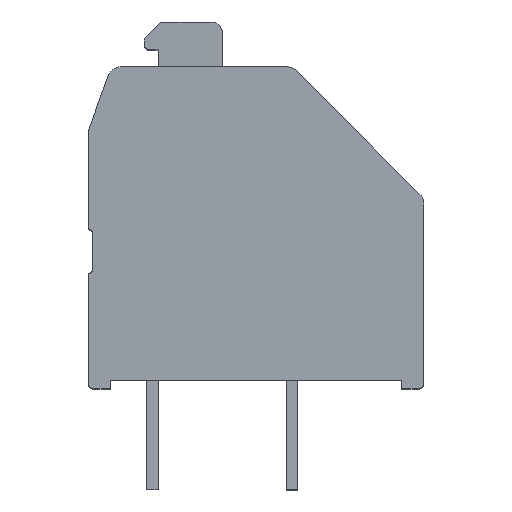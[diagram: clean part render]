
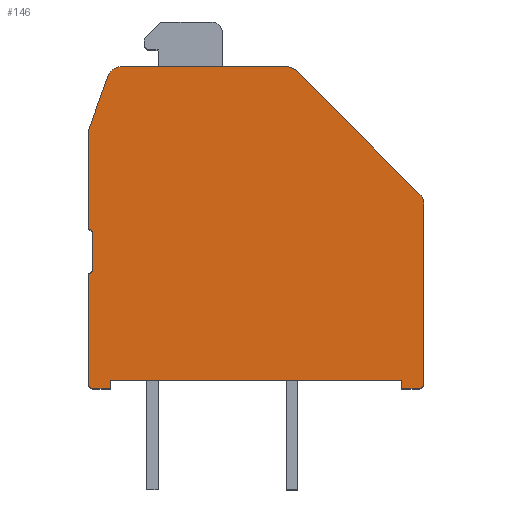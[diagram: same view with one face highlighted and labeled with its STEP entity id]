
A CAD part, top view. The second image highlights one B-rep face of the part: STEP entity #146.
In plain terms, the highlighted planar face has unit normal (0, 0, 1).
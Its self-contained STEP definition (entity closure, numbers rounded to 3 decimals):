
#146 = ADVANCED_FACE( '', ( #521 ), #522, .T. );
#521 = FACE_OUTER_BOUND( '', #1115, .T. );
#522 = PLANE( '', #1116 );
#1115 = EDGE_LOOP( '', ( #2248, #2249, #2250, #2251, #2252, #2253, #2254, #2255, #2256, #2257, #2258, #2259, #2260, #2261, #2262, #2263, #2264, #2265, #2266 ) );
#1116 = AXIS2_PLACEMENT_3D( '', #2267, #2268, #2269 );
#2248 = ORIENTED_EDGE( '', *, *, #4209, .T. );
#2249 = ORIENTED_EDGE( '', *, *, #4206, .F. );
#2250 = ORIENTED_EDGE( '', *, *, #4203, .T. );
#2251 = ORIENTED_EDGE( '', *, *, #4200, .F. );
#2252 = ORIENTED_EDGE( '', *, *, #4182, .T. );
#2253 = ORIENTED_EDGE( '', *, *, #4402, .T. );
#2254 = ORIENTED_EDGE( '', *, *, #4403, .T. );
#2255 = ORIENTED_EDGE( '', *, *, #4404, .T. );
#2256 = ORIENTED_EDGE( '', *, *, #4174, .T. );
#2257 = ORIENTED_EDGE( '', *, *, #4405, .T. );
#2258 = ORIENTED_EDGE( '', *, *, #4406, .T. );
#2259 = ORIENTED_EDGE( '', *, *, #4407, .T. );
#2260 = ORIENTED_EDGE( '', *, *, #4104, .T. );
#2261 = ORIENTED_EDGE( '', *, *, #4078, .T. );
#2262 = ORIENTED_EDGE( '', *, *, #4408, .T. );
#2263 = ORIENTED_EDGE( '', *, *, #4053, .T. );
#2264 = ORIENTED_EDGE( '', *, *, #4310, .T. );
#2265 = ORIENTED_EDGE( '', *, *, #4409, .T. );
#2266 = ORIENTED_EDGE( '', *, *, #4410, .T. );
#2267 = CARTESIAN_POINT( '', ( -7.3, 5.55, 16.5 ) );
#2268 = DIRECTION( '', ( 0., 0., 1. ) );
#2269 = DIRECTION( '', ( 1., 0., 0. ) );
#4053 = EDGE_CURVE( '', #4887, #4885, #4888, .T. );
#4078 = EDGE_CURVE( '', #4933, #4931, #4934, .T. );
#4104 = EDGE_CURVE( '', #4984, #4933, #4985, .T. );
#4174 = EDGE_CURVE( '', #5118, #5116, #5119, .T. );
#4182 = EDGE_CURVE( '', #5132, #5130, #5133, .T. );
#4200 = EDGE_CURVE( '', #5132, #5163, #5164, .T. );
#4203 = EDGE_CURVE( '', #5168, #5163, #5169, .T. );
#4206 = EDGE_CURVE( '', #5168, #5173, #5174, .T. );
#4209 = EDGE_CURVE( '', #5178, #5173, #5179, .T. );
#4310 = EDGE_CURVE( '', #4885, #5356, #5358, .T. );
#4402 = EDGE_CURVE( '', #5130, #5512, #5513, .T. );
#4403 = EDGE_CURVE( '', #5512, #5514, #5515, .T. );
#4404 = EDGE_CURVE( '', #5514, #5118, #5516, .T. );
#4405 = EDGE_CURVE( '', #5116, #5517, #5518, .T. );
#4406 = EDGE_CURVE( '', #5517, #5519, #5520, .T. );
#4407 = EDGE_CURVE( '', #5519, #4984, #5521, .T. );
#4408 = EDGE_CURVE( '', #4931, #4887, #5522, .T. );
#4409 = EDGE_CURVE( '', #5356, #5523, #5524, .T. );
#4410 = EDGE_CURVE( '', #5523, #5178, #5525, .T. );
#4885 = VERTEX_POINT( '', #6211 );
#4887 = VERTEX_POINT( '', #6214 );
#4888 = CIRCLE( '', #6215, 0.5 );
#4931 = VERTEX_POINT( '', #6266 );
#4933 = VERTEX_POINT( '', #6269 );
#4934 = CIRCLE( '', #6270, 0.5 );
#4984 = VERTEX_POINT( '', #6345 );
#4985 = LINE( '', #6346, #6347 );
#5116 = VERTEX_POINT( '', #6546 );
#5118 = VERTEX_POINT( '', #6549 );
#5119 = LINE( '', #6550, #6551 );
#5130 = VERTEX_POINT( '', #6568 );
#5132 = VERTEX_POINT( '', #6571 );
#5133 = LINE( '', #6572, #6573 );
#5163 = VERTEX_POINT( '', #6619 );
#5164 = CIRCLE( '', #6620, 0.15 );
#5168 = VERTEX_POINT( '', #6626 );
#5169 = LINE( '', #6627, #6628 );
#5173 = VERTEX_POINT( '', #6633 );
#5174 = CIRCLE( '', #6634, 0.15 );
#5178 = VERTEX_POINT( '', #6640 );
#5179 = LINE( '', #6641, #6642 );
#5356 = VERTEX_POINT( '', #6888 );
#5358 = LINE( '', #6891, #6892 );
#5512 = VERTEX_POINT( '', #7122 );
#5513 = CIRCLE( '', #7123, 0.2 );
#5514 = VERTEX_POINT( '', #7124 );
#5515 = LINE( '', #7125, #7126 );
#5516 = LINE( '', #7127, #7128 );
#5517 = VERTEX_POINT( '', #7129 );
#5518 = LINE( '', #7130, #7131 );
#5519 = VERTEX_POINT( '', #7132 );
#5520 = LINE( '', #7133, #7134 );
#5521 = CIRCLE( '', #7135, 0.2 );
#5522 = LINE( '', #7136, #7137 );
#5523 = VERTEX_POINT( '', #7138 );
#5524 = CIRCLE( '', #7139, 0.5 );
#5525 = LINE( '', #7140, #7141 );
#6211 = CARTESIAN_POINT( '', ( -0.207, 11.5, 16.5 ) );
#6214 = CARTESIAN_POINT( '', ( 0.146, 11.354, 16.5 ) );
#6215 = AXIS2_PLACEMENT_3D( '', #8118, #8119, #8120 );
#6266 = CARTESIAN_POINT( '', ( 4.554, 6.946, 16.5 ) );
#6269 = CARTESIAN_POINT( '', ( 4.7, 6.593, 16.5 ) );
#6270 = AXIS2_PLACEMENT_3D( '', #8175, #8176, #8177 );
#6345 = CARTESIAN_POINT( '', ( 4.7, 0.2, 16.5 ) );
#6346 = CARTESIAN_POINT( '', ( 4.7, 0.2, 16.5 ) );
#6347 = VECTOR( '', #8203, 1000. );
#6546 = CARTESIAN_POINT( '', ( 3.9, 0.3, 16.5 ) );
#6549 = CARTESIAN_POINT( '', ( -6.5, 0.3, 16.5 ) );
#6550 = CARTESIAN_POINT( '', ( -6.5, 0.3, 16.5 ) );
#6551 = VECTOR( '', #8273, 1000. );
#6568 = CARTESIAN_POINT( '', ( -7.3, 0.2, 16.5 ) );
#6571 = CARTESIAN_POINT( '', ( -7.3, 4.1, 16.5 ) );
#6572 = CARTESIAN_POINT( '', ( -7.3, 4.1, 16.5 ) );
#6573 = VECTOR( '', #8281, 1000. );
#6619 = CARTESIAN_POINT( '', ( -7.15, 4.25, 16.5 ) );
#6620 = AXIS2_PLACEMENT_3D( '', #8301, #8302, #8303 );
#6626 = CARTESIAN_POINT( '', ( -7.15, 5.55, 16.5 ) );
#6627 = CARTESIAN_POINT( '', ( -7.15, 5.55, 16.5 ) );
#6628 = VECTOR( '', #8306, 1000. );
#6633 = CARTESIAN_POINT( '', ( -7.3, 5.7, 16.5 ) );
#6634 = AXIS2_PLACEMENT_3D( '', #8311, #8312, #8313 );
#6640 = CARTESIAN_POINT( '', ( -7.3, 9.2, 16.5 ) );
#6641 = CARTESIAN_POINT( '', ( -7.3, 9.2, 16.5 ) );
#6642 = VECTOR( '', #8316, 1000. );
#6888 = CARTESIAN_POINT( '', ( -6.113, 11.5, 16.5 ) );
#6891 = CARTESIAN_POINT( '', ( -0.207, 11.5, 16.5 ) );
#6892 = VECTOR( '', #8477, 1000. );
#7122 = CARTESIAN_POINT( '', ( -7.1, 0., 16.5 ) );
#7123 = AXIS2_PLACEMENT_3D( '', #8599, #8600, #8601 );
#7124 = CARTESIAN_POINT( '', ( -6.5, 0., 16.5 ) );
#7125 = CARTESIAN_POINT( '', ( -7.1, 0., 16.5 ) );
#7126 = VECTOR( '', #8602, 1000. );
#7127 = CARTESIAN_POINT( '', ( -6.5, 0., 16.5 ) );
#7128 = VECTOR( '', #8603, 1000. );
#7129 = CARTESIAN_POINT( '', ( 3.9, 0., 16.5 ) );
#7130 = CARTESIAN_POINT( '', ( 3.9, 0.3, 16.5 ) );
#7131 = VECTOR( '', #8604, 1000. );
#7132 = CARTESIAN_POINT( '', ( 4.5, 0., 16.5 ) );
#7133 = CARTESIAN_POINT( '', ( 3.9, 0., 16.5 ) );
#7134 = VECTOR( '', #8605, 1000. );
#7135 = AXIS2_PLACEMENT_3D( '', #8606, #8607, #8608 );
#7136 = CARTESIAN_POINT( '', ( 4.554, 6.946, 16.5 ) );
#7137 = VECTOR( '', #8609, 1000. );
#7138 = CARTESIAN_POINT( '', ( -6.583, 11.171, 16.5 ) );
#7139 = AXIS2_PLACEMENT_3D( '', #8610, #8611, #8612 );
#7140 = CARTESIAN_POINT( '', ( -6.583, 11.171, 16.5 ) );
#7141 = VECTOR( '', #8613, 1000. );
#8118 = CARTESIAN_POINT( '', ( -0.207, 11., 16.5 ) );
#8119 = DIRECTION( '', ( 0., 0., 1. ) );
#8120 = DIRECTION( '', ( 1., 0., 0. ) );
#8175 = CARTESIAN_POINT( '', ( 4.2, 6.593, 16.5 ) );
#8176 = DIRECTION( '', ( 0., 0., 1. ) );
#8177 = DIRECTION( '', ( 1., 0., 0. ) );
#8203 = DIRECTION( '', ( 0., 1., 0. ) );
#8273 = DIRECTION( '', ( 1., 0., 0. ) );
#8281 = DIRECTION( '', ( 0., -1., 0. ) );
#8301 = CARTESIAN_POINT( '', ( -7.3, 4.25, 16.5 ) );
#8302 = DIRECTION( '', ( 0., 0., 1. ) );
#8303 = DIRECTION( '', ( 1., 0., 0. ) );
#8306 = DIRECTION( '', ( 0., -1., 0. ) );
#8311 = CARTESIAN_POINT( '', ( -7.3, 5.55, 16.5 ) );
#8312 = DIRECTION( '', ( 0., 0., 1. ) );
#8313 = DIRECTION( '', ( 1., 0., 0. ) );
#8316 = DIRECTION( '', ( 0., -1., 0. ) );
#8477 = DIRECTION( '', ( -1., 0., 0. ) );
#8599 = CARTESIAN_POINT( '', ( -7.1, 0.2, 16.5 ) );
#8600 = DIRECTION( '', ( 0., 0., 1. ) );
#8601 = DIRECTION( '', ( 1., 0., 0. ) );
#8602 = DIRECTION( '', ( 1., 0., 0. ) );
#8603 = DIRECTION( '', ( 0., 1., 0. ) );
#8604 = DIRECTION( '', ( 0., -1., 0. ) );
#8605 = DIRECTION( '', ( 1., 0., 0. ) );
#8606 = CARTESIAN_POINT( '', ( 4.5, 0.2, 16.5 ) );
#8607 = DIRECTION( '', ( 0., 0., 1. ) );
#8608 = DIRECTION( '', ( 1., 0., 0. ) );
#8609 = DIRECTION( '', ( -0.707, 0.707, 0. ) );
#8610 = CARTESIAN_POINT( '', ( -6.113, 11., 16.5 ) );
#8611 = DIRECTION( '', ( 0., 0., 1. ) );
#8612 = DIRECTION( '', ( 1., 0., 0. ) );
#8613 = DIRECTION( '', ( -0.342, -0.94, 0. ) );
